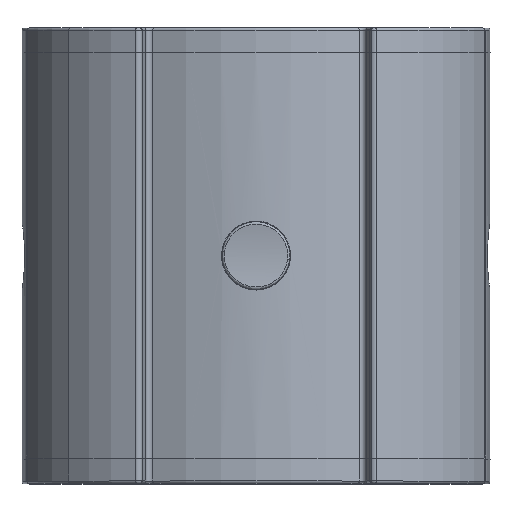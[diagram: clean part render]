
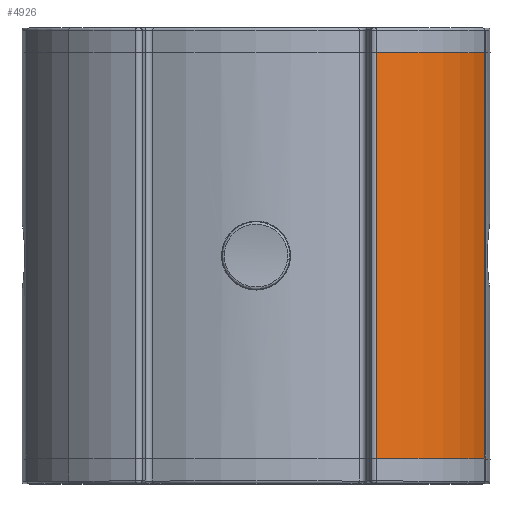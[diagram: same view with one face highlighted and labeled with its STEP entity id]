
A CAD part, top view. The second image highlights one B-rep face of the part: STEP entity #4926.
In plain terms, the highlighted cylindrical face has radius 14 mm (diameter 28 mm), a partial arc.
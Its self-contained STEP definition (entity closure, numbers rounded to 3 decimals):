
#325 = DIRECTION ( 'NONE',  ( 1., 0., 0. ) ) ;
#683 = ORIENTED_EDGE ( 'NONE', *, *, #7813, .F. ) ;
#976 = CARTESIAN_POINT ( 'NONE',  ( -6.234, -20.035, -16.5 ) ) ;
#1003 = DIRECTION ( 'NONE',  ( 0., 0., 1. ) ) ;
#1308 = AXIS2_PLACEMENT_3D ( 'NONE', #1474, #3573, #7052 ) ;
#1474 = CARTESIAN_POINT ( 'NONE',  ( 0., -7.5, -16.5 ) ) ;
#1521 = CIRCLE ( 'NONE', #5562, 14. ) ;
#1563 = FACE_OUTER_BOUND ( 'NONE', #7158, .T. ) ;
#1656 = DIRECTION ( 'NONE',  ( 0., 0., -1. ) ) ;
#2053 = LINE ( 'NONE', #6265, #5749 ) ;
#2129 = CARTESIAN_POINT ( 'NONE',  ( 6.234, -20.035, 16.5 ) ) ;
#2145 = CARTESIAN_POINT ( 'NONE',  ( -6.234, -20.035, 16.5 ) ) ;
#2243 = CARTESIAN_POINT ( 'NONE',  ( 0., -7.5, 16.5 ) ) ;
#2342 = DIRECTION ( 'NONE',  ( 0., 0., 1. ) ) ;
#2679 = DIRECTION ( 'NONE',  ( 0., 0., 1. ) ) ;
#2894 = EDGE_CURVE ( 'NONE', #5334, #7669, #1521, .T. ) ;
#2900 = EDGE_CURVE ( 'NONE', #4040, #5334, #7875, .T. ) ;
#3213 = ORIENTED_EDGE ( 'NONE', *, *, #2900, .T. ) ;
#3468 = AXIS2_PLACEMENT_3D ( 'NONE', #2243, #1003, #325 ) ;
#3573 = DIRECTION ( 'NONE',  ( 0., 0., 1. ) ) ;
#3700 = VECTOR ( 'NONE', #1656, 1000. ) ;
#3935 = CARTESIAN_POINT ( 'NONE',  ( -6.234, -20.035, -16.5 ) ) ;
#4040 = VERTEX_POINT ( 'NONE', #2145 ) ;
#4289 = CYLINDRICAL_SURFACE ( 'NONE', #1308, 14. ) ;
#4926 = ADVANCED_FACE ( 'NONE', ( #1563 ), #4289, .T. ) ;
#5105 = DIRECTION ( 'NONE',  ( 1., 0., 0. ) ) ;
#5196 = CARTESIAN_POINT ( 'NONE',  ( 0., -7.5, -16.5 ) ) ;
#5334 = VERTEX_POINT ( 'NONE', #3935 ) ;
#5445 = CARTESIAN_POINT ( 'NONE',  ( 6.234, -20.035, -16.5 ) ) ;
#5562 = AXIS2_PLACEMENT_3D ( 'NONE', #5196, #2342, #5105 ) ;
#5749 = VECTOR ( 'NONE', #2679, 1000. ) ;
#6265 = CARTESIAN_POINT ( 'NONE',  ( 6.234, -20.035, -16.5 ) ) ;
#6940 = ORIENTED_EDGE ( 'NONE', *, *, #2894, .T. ) ;
#7052 = DIRECTION ( 'NONE',  ( 1., 0., 0. ) ) ;
#7158 = EDGE_LOOP ( 'NONE', ( #6940, #8739, #683, #3213 ) ) ;
#7669 = VERTEX_POINT ( 'NONE', #5445 ) ;
#7813 = EDGE_CURVE ( 'NONE', #4040, #8562, #8936, .T. ) ;
#7875 = LINE ( 'NONE', #976, #3700 ) ;
#8146 = EDGE_CURVE ( 'NONE', #7669, #8562, #2053, .T. ) ;
#8562 = VERTEX_POINT ( 'NONE', #2129 ) ;
#8739 = ORIENTED_EDGE ( 'NONE', *, *, #8146, .T. ) ;
#8936 = CIRCLE ( 'NONE', #3468, 14. ) ;
